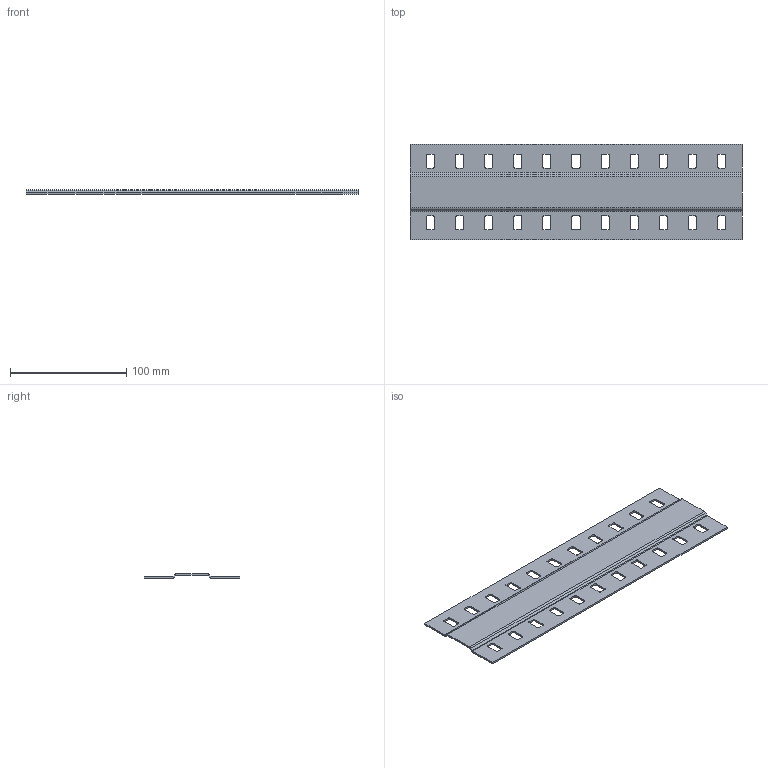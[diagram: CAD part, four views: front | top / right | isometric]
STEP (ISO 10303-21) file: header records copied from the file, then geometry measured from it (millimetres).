
FILE_DESCRIPTION (( 'STEP AP214' ), '1' );
FILE_NAME ('7070318.STEP', '2017-11-07T07:38:55', ( '' ), ( '' ), 'SwSTEP 2.0', 'SolidWorks 2016', '' );
FILE_SCHEMA (( 'AUTOMOTIVE_DESIGN' ));
Length unit declared in the file: millimetre
Products named in the file (1): 7070318
Bounding box: 285 x 82 x 4 mm (x, y, z)
Volume: 33067.9 mm3; surface area: 46394.2 mm2
Topology: 1 solids, 1 shells, 214 faces, 604 edges, 392 vertices
Faces by surface type: plane 118, cylinder 96
Entity records: 7046 total; most frequent: DIRECTION 1226, CARTESIAN_POINT 1211, ORIENTED_EDGE 1208, EDGE_CURVE 604, LINE 412, VECTOR 412, AXIS2_PLACEMENT_3D 407, VERTEX_POINT 392
